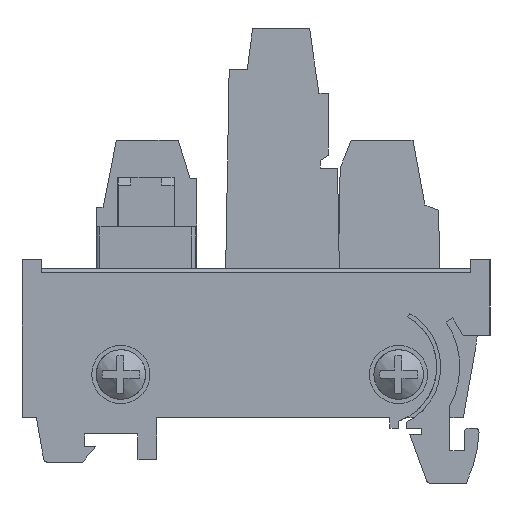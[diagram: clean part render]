
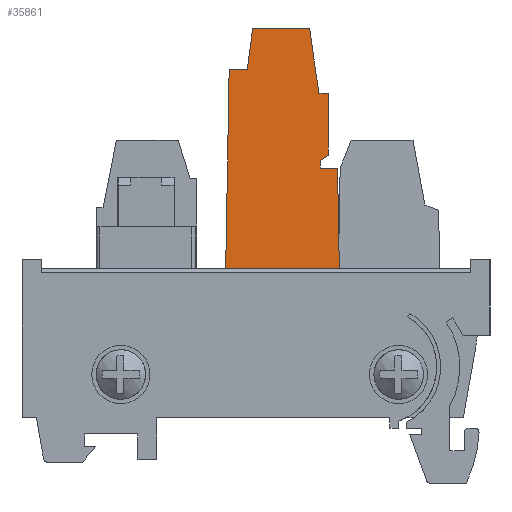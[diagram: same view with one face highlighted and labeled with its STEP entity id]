
A CAD part, left-side view. The second image highlights one B-rep face of the part: STEP entity #35861.
In plain terms, the highlighted planar face has unit normal (-1, 0, 0.018).
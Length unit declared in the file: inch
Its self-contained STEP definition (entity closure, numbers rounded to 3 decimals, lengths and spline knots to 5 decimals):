
#236 = VECTOR ( 'NONE', #49490, 39.37008 ) ;
#816 = CARTESIAN_POINT ( 'NONE',  ( -2.51043, 0.03554, 0.805 ) ) ;
#1246 = CARTESIAN_POINT ( 'NONE',  ( -2.51043, 0.123, 0.805 ) ) ;
#2409 = EDGE_CURVE ( 'NONE', #53581, #9501, #19545, .T. ) ;
#3206 = CARTESIAN_POINT ( 'NONE',  ( -2.50754, 0.01358, 0.97 ) ) ;
#4784 = VECTOR ( 'NONE', #34004, 39.37008 ) ;
#5717 = CARTESIAN_POINT ( 'NONE',  ( -2.51682, -0.25967, 0.4385 ) ) ;
#5799 = CARTESIAN_POINT ( 'NONE',  ( -2.51737, -0.25967, 0.407 ) ) ;
#6352 = LINE ( 'NONE', #29925, #16266 ) ;
#6415 = ORIENTED_EDGE ( 'NONE', *, *, #10590, .T. ) ;
#6489 = EDGE_CURVE ( 'NONE', #14179, #53400, #6352, .T. ) ;
#6531 = CARTESIAN_POINT ( 'NONE',  ( -2.50754, 0.123, 0.97 ) ) ;
#7612 = VERTEX_POINT ( 'NONE', #14431 ) ;
#8809 = VECTOR ( 'NONE', #10822, 39.37008 ) ;
#8831 = LINE ( 'NONE', #18257, #50827 ) ;
#8858 = LINE ( 'NONE', #20895, #18725 ) ;
#9062 = DIRECTION ( 'NONE',  ( 0., 1., 0. ) ) ;
#9315 = ORIENTED_EDGE ( 'NONE', *, *, #22829, .T. ) ;
#9501 = VERTEX_POINT ( 'NONE', #816 ) ;
#9920 = LINE ( 'NONE', #1246, #53230 ) ;
#10590 = EDGE_CURVE ( 'NONE', #18796, #7612, #27089, .T. ) ;
#10822 = DIRECTION ( 'NONE',  ( 0., -1., 0. ) ) ;
#10861 = VECTOR ( 'NONE', #39348, 39.37008 ) ;
#10974 = VECTOR ( 'NONE', #36198, 39.37008 ) ;
#11453 = LINE ( 'NONE', #36610, #236 ) ;
#12569 = ORIENTED_EDGE ( 'NONE', *, *, #53727, .T. ) ;
#12953 = FACE_OUTER_BOUND ( 'NONE', #17699, .T. ) ;
#13755 = DIRECTION ( 'NONE',  ( -1., 0., 0.017 ) ) ;
#13953 = DIRECTION ( 'NONE',  ( 0., 1., 0. ) ) ;
#14095 = CARTESIAN_POINT ( 'NONE',  ( -2.52495, 0.1463, -0.0269 ) ) ;
#14179 = VERTEX_POINT ( 'NONE', #20828 ) ;
#14431 = CARTESIAN_POINT ( 'NONE',  ( -2.51645, -0.29203, 0.46 ) ) ;
#16266 = VECTOR ( 'NONE', #9062, 39.37008 ) ;
#17046 = VERTEX_POINT ( 'NONE', #29319 ) ;
#17699 = EDGE_LOOP ( 'NONE', ( #17899, #36235, #41722, #42977, #21187, #21429, #12569, #6415, #37703, #9315, #38266, #33847 ) ) ;
#17899 = ORIENTED_EDGE ( 'NONE', *, *, #2409, .T. ) ;
#18257 = CARTESIAN_POINT ( 'NONE',  ( -2.525, 0.123, -0.03 ) ) ;
#18725 = VECTOR ( 'NONE', #54403, 39.37008 ) ;
#18796 = VERTEX_POINT ( 'NONE', #5717 ) ;
#19545 = LINE ( 'NONE', #14095, #41802 ) ;
#19724 = VERTEX_POINT ( 'NONE', #24921 ) ;
#20753 = VERTEX_POINT ( 'NONE', #36859 ) ;
#20828 = CARTESIAN_POINT ( 'NONE',  ( -2.51737, -0.32937, 0.407 ) ) ;
#20895 = CARTESIAN_POINT ( 'NONE',  ( -2.525, -0.25967, -0.03 ) ) ;
#21187 = ORIENTED_EDGE ( 'NONE', *, *, #25618, .F. ) ;
#21429 = ORIENTED_EDGE ( 'NONE', *, *, #6489, .T. ) ;
#21555 = EDGE_CURVE ( 'NONE', #9501, #19724, #9920, .T. ) ;
#21779 = VECTOR ( 'NONE', #22403, 39.37008 ) ;
#21924 = VERTEX_POINT ( 'NONE', #29069 ) ;
#22403 = DIRECTION ( 'NONE',  ( 0., 1., 0. ) ) ;
#22452 = DIRECTION ( 'NONE',  ( -0.017, 0.017, -1. ) ) ;
#22707 = CARTESIAN_POINT ( 'NONE',  ( -2.525, 0.123, -0.03 ) ) ;
#22829 = EDGE_CURVE ( 'NONE', #23808, #27498, #34156, .T. ) ;
#23808 = VERTEX_POINT ( 'NONE', #25759 ) ;
#24677 = EDGE_CURVE ( 'NONE', #7612, #23808, #11453, .T. ) ;
#24921 = CARTESIAN_POINT ( 'NONE',  ( -2.51043, 0.10843, 0.805 ) ) ;
#25618 = EDGE_CURVE ( 'NONE', #14179, #20753, #43107, .T. ) ;
#25759 = CARTESIAN_POINT ( 'NONE',  ( -2.51208, -0.29203, 0.71 ) ) ;
#27089 = LINE ( 'NONE', #42107, #4784 ) ;
#27498 = VERTEX_POINT ( 'NONE', #53348 ) ;
#29069 = CARTESIAN_POINT ( 'NONE',  ( -2.525, 0.123, -0.03 ) ) ;
#29190 = LINE ( 'NONE', #49622, #40365 ) ;
#29319 = CARTESIAN_POINT ( 'NONE',  ( -2.50754, -0.21642, 0.97 ) ) ;
#29925 = CARTESIAN_POINT ( 'NONE',  ( -2.51737, 0.123, 0.407 ) ) ;
#31081 = LINE ( 'NONE', #6531, #8809 ) ;
#32028 = CARTESIAN_POINT ( 'NONE',  ( -2.525, -0.337, -0.03 ) ) ;
#33847 = ORIENTED_EDGE ( 'NONE', *, *, #53934, .F. ) ;
#34004 = DIRECTION ( 'NONE',  ( 0.01, -0.833, 0.553 ) ) ;
#34156 = LINE ( 'NONE', #47485, #21779 ) ;
#34576 = PLANE ( 'NONE',  #48007 ) ;
#35861 = ADVANCED_FACE ( 'NONE', ( #12953 ), #34576, .T. ) ;
#36171 = EDGE_CURVE ( 'NONE', #27498, #17046, #29190, .T. ) ;
#36198 = DIRECTION ( 'NONE',  ( -0.017, -0.017, -1. ) ) ;
#36235 = ORIENTED_EDGE ( 'NONE', *, *, #21555, .T. ) ;
#36610 = CARTESIAN_POINT ( 'NONE',  ( -2.525, -0.29203, -0.03 ) ) ;
#36859 = CARTESIAN_POINT ( 'NONE',  ( -2.525, -0.337, -0.03 ) ) ;
#37703 = ORIENTED_EDGE ( 'NONE', *, *, #24677, .T. ) ;
#38266 = ORIENTED_EDGE ( 'NONE', *, *, #36171, .T. ) ;
#38802 = CARTESIAN_POINT ( 'NONE',  ( -2.525, 0.123, -0.03 ) ) ;
#39348 = DIRECTION ( 'NONE',  ( 0., -1., 0. ) ) ;
#40365 = VECTOR ( 'NONE', #45220, 39.37008 ) ;
#41245 = EDGE_CURVE ( 'NONE', #19724, #21924, #8831, .T. ) ;
#41722 = ORIENTED_EDGE ( 'NONE', *, *, #41245, .T. ) ;
#41802 = VECTOR ( 'NONE', #43419, 39.37008 ) ;
#42107 = CARTESIAN_POINT ( 'NONE',  ( -2.5224, 0.22179, 0.11867 ) ) ;
#42977 = ORIENTED_EDGE ( 'NONE', *, *, #51686, .T. ) ;
#43069 = DIRECTION ( 'NONE',  ( 0.017, 0., 1. ) ) ;
#43107 = LINE ( 'NONE', #32028, #10974 ) ;
#43419 = DIRECTION ( 'NONE',  ( -0.017, 0.132, -0.991 ) ) ;
#44297 = LINE ( 'NONE', #22707, #10861 ) ;
#45220 = DIRECTION ( 'NONE',  ( 0.017, 0.143, 0.99 ) ) ;
#47485 = CARTESIAN_POINT ( 'NONE',  ( -2.51208, 0.123, 0.71 ) ) ;
#48007 = AXIS2_PLACEMENT_3D ( 'NONE', #38802, #13755, #43069 ) ;
#49490 = DIRECTION ( 'NONE',  ( 0.017, 0., 1. ) ) ;
#49622 = CARTESIAN_POINT ( 'NONE',  ( -2.5238, -0.35129, 0.03866 ) ) ;
#50827 = VECTOR ( 'NONE', #22452, 39.37008 ) ;
#51686 = EDGE_CURVE ( 'NONE', #21924, #20753, #44297, .T. ) ;
#53230 = VECTOR ( 'NONE', #13953, 39.37008 ) ;
#53348 = CARTESIAN_POINT ( 'NONE',  ( -2.51208, -0.25407, 0.71 ) ) ;
#53400 = VERTEX_POINT ( 'NONE', #5799 ) ;
#53581 = VERTEX_POINT ( 'NONE', #3206 ) ;
#53727 = EDGE_CURVE ( 'NONE', #53400, #18796, #8858, .T. ) ;
#53934 = EDGE_CURVE ( 'NONE', #53581, #17046, #31081, .T. ) ;
#54403 = DIRECTION ( 'NONE',  ( 0.017, 0., 1. ) ) ;
